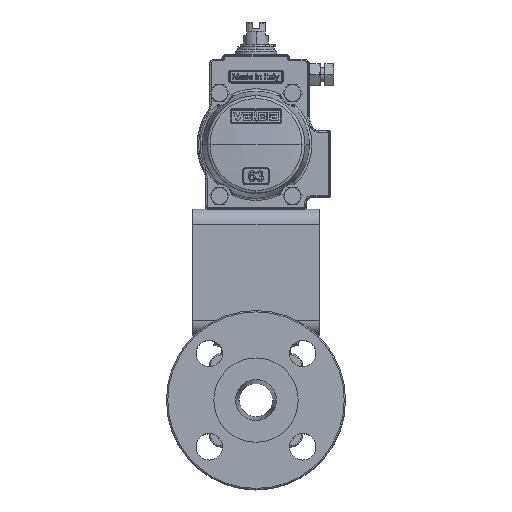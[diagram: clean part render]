
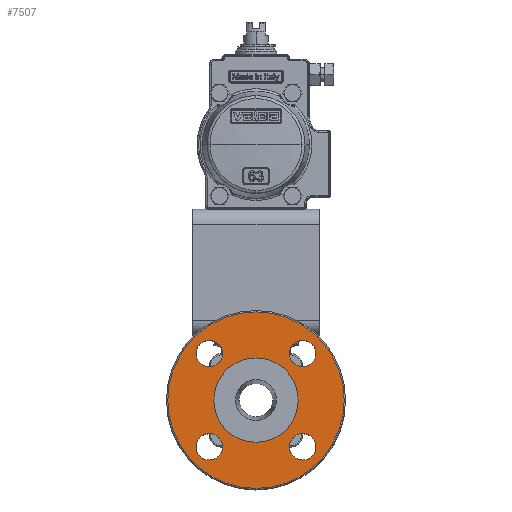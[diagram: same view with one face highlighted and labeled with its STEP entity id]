
A CAD part, top view. The second image highlights one B-rep face of the part: STEP entity #7507.
In plain terms, the highlighted planar face has unit normal (0, 0, 1).
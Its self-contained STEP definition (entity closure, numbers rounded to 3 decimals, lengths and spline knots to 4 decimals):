
#137 = CARTESIAN_POINT ( 'NONE',  ( 1., 0., 2.44 ) ) ;
#409 = DIRECTION ( 'NONE',  ( 0., 0., -1. ) ) ;
#612 = AXIS2_PLACEMENT_3D ( 'NONE', #38836, #5123, #44815 ) ;
#1462 = FACE_BOUND ( 'NONE', #7322, .T. ) ;
#2140 = ORIENTED_EDGE ( 'NONE', *, *, #50240, .F. ) ;
#2487 = AXIS2_PLACEMENT_3D ( 'NONE', #15520, #55280, #21219 ) ;
#3334 = CARTESIAN_POINT ( 'NONE',  ( 1.4216, 1.1066, 2.44 ) ) ;
#3590 = DIRECTION ( 'NONE',  ( -1., 0., 0. ) ) ;
#3602 = VERTEX_POINT ( 'NONE', #48773 ) ;
#5035 = AXIS2_PLACEMENT_3D ( 'NONE', #8728, #48430, #14428 ) ;
#5123 = DIRECTION ( 'NONE',  ( 0., 0., 1. ) ) ;
#5479 = VERTEX_POINT ( 'NONE', #3334 ) ;
#5530 = CARTESIAN_POINT ( 'NONE',  ( 0., 0., 2.44 ) ) ;
#6801 = FACE_BOUND ( 'NONE', #32026, .T. ) ;
#6813 = ORIENTED_EDGE ( 'NONE', *, *, #12102, .T. ) ;
#7322 = EDGE_LOOP ( 'NONE', ( #53419, #41454 ) ) ;
#7507 = ADVANCED_FACE ( 'NONE', ( #31659, #6801, #16579, #1462, #60157, #33472 ), #39079, .T. ) ;
#8728 = CARTESIAN_POINT ( 'NONE',  ( 0., 0., 2.44 ) ) ;
#9358 = DIRECTION ( 'NONE',  ( 0., 0., 1. ) ) ;
#9657 = CARTESIAN_POINT ( 'NONE',  ( 0.7916, 1.1066, 2.44 ) ) ;
#10308 = EDGE_LOOP ( 'NONE', ( #17897, #50341 ) ) ;
#10348 = CIRCLE ( 'NONE', #61708, 2.095 ) ;
#11255 = DIRECTION ( 'NONE',  ( 1., 0., 0. ) ) ;
#11461 = VERTEX_POINT ( 'NONE', #28876 ) ;
#12102 = EDGE_CURVE ( 'NONE', #72596, #30798, #52184, .T. ) ;
#12796 = CARTESIAN_POINT ( 'NONE',  ( 0., 0., 2.44 ) ) ;
#13234 = CIRCLE ( 'NONE', #25211, 0.315 ) ;
#13469 = EDGE_CURVE ( 'NONE', #43559, #3602, #52988, .T. ) ;
#13903 = DIRECTION ( 'NONE',  ( 0., 0., 1. ) ) ;
#14428 = DIRECTION ( 'NONE',  ( 1., 0., 0. ) ) ;
#15252 = EDGE_LOOP ( 'NONE', ( #2140, #44365 ) ) ;
#15520 = CARTESIAN_POINT ( 'NONE',  ( -1.1066, 1.1066, 2.44 ) ) ;
#16091 = VERTEX_POINT ( 'NONE', #9657 ) ;
#16579 = FACE_BOUND ( 'NONE', #10308, .T. ) ;
#17897 = ORIENTED_EDGE ( 'NONE', *, *, #44353, .F. ) ;
#18493 = DIRECTION ( 'NONE',  ( -1., 0., 0. ) ) ;
#18816 = AXIS2_PLACEMENT_3D ( 'NONE', #71630, #37577, #3590 ) ;
#19320 = EDGE_CURVE ( 'NONE', #16091, #5479, #62261, .T. ) ;
#20045 = EDGE_CURVE ( 'NONE', #66559, #11461, #39038, .T. ) ;
#20534 = AXIS2_PLACEMENT_3D ( 'NONE', #23089, #62827, #28775 ) ;
#21219 = DIRECTION ( 'NONE',  ( 0., 1., 0. ) ) ;
#21427 = AXIS2_PLACEMENT_3D ( 'NONE', #43328, #9358, #49072 ) ;
#22610 = CARTESIAN_POINT ( 'NONE',  ( 1.1066, -1.1066, 2.44 ) ) ;
#23089 = CARTESIAN_POINT ( 'NONE',  ( 1.1066, 1.1066, 2.44 ) ) ;
#23561 = CIRCLE ( 'NONE', #60839, 0.315 ) ;
#24827 = VERTEX_POINT ( 'NONE', #61211 ) ;
#25211 = AXIS2_PLACEMENT_3D ( 'NONE', #66971, #32912, #72659 ) ;
#27390 = CARTESIAN_POINT ( 'NONE',  ( 0.7916, -1.1066, 2.44 ) ) ;
#28321 = DIRECTION ( 'NONE',  ( 0., -1., 0. ) ) ;
#28775 = DIRECTION ( 'NONE',  ( 1., 0., 0. ) ) ;
#28876 = CARTESIAN_POINT ( 'NONE',  ( -0.7916, 1.1066, 2.44 ) ) ;
#29692 = CARTESIAN_POINT ( 'NONE',  ( -1.1066, 1.1066, 2.44 ) ) ;
#30798 = VERTEX_POINT ( 'NONE', #137 ) ;
#31659 = FACE_OUTER_BOUND ( 'NONE', #56241, .T. ) ;
#32026 = EDGE_LOOP ( 'NONE', ( #71801, #34170 ) ) ;
#32912 = DIRECTION ( 'NONE',  ( 0., 0., 1. ) ) ;
#33232 = EDGE_CURVE ( 'NONE', #42409, #52217, #10348, .T. ) ;
#33472 = FACE_BOUND ( 'NONE', #34843, .T. ) ;
#34170 = ORIENTED_EDGE ( 'NONE', *, *, #20045, .F. ) ;
#34388 = CARTESIAN_POINT ( 'NONE',  ( 0., 0., 2.44 ) ) ;
#34591 = CIRCLE ( 'NONE', #42272, 1. ) ;
#34843 = EDGE_LOOP ( 'NONE', ( #6813, #72385 ) ) ;
#35378 = DIRECTION ( 'NONE',  ( 0., 1., 0. ) ) ;
#35399 = EDGE_CURVE ( 'NONE', #3602, #43559, #23561, .T. ) ;
#36109 = ORIENTED_EDGE ( 'NONE', *, *, #43882, .T. ) ;
#36947 = AXIS2_PLACEMENT_3D ( 'NONE', #47888, #13903, #53633 ) ;
#37577 = DIRECTION ( 'NONE',  ( 0., 0., 1. ) ) ;
#38364 = ORIENTED_EDGE ( 'NONE', *, *, #33232, .T. ) ;
#38836 = CARTESIAN_POINT ( 'NONE',  ( 0., 1., 2.44 ) ) ;
#39038 = CIRCLE ( 'NONE', #2487, 0.315 ) ;
#39079 = PLANE ( 'NONE',  #612 ) ;
#40087 = DIRECTION ( 'NONE',  ( -1., 0., 0. ) ) ;
#41454 = ORIENTED_EDGE ( 'NONE', *, *, #13469, .F. ) ;
#42272 = AXIS2_PLACEMENT_3D ( 'NONE', #34388, #409, #40087 ) ;
#42409 = VERTEX_POINT ( 'NONE', #68320 ) ;
#43328 = CARTESIAN_POINT ( 'NONE',  ( -1.1066, -1.1066, 2.44 ) ) ;
#43405 = CIRCLE ( 'NONE', #21427, 0.315 ) ;
#43493 = VERTEX_POINT ( 'NONE', #61210 ) ;
#43559 = VERTEX_POINT ( 'NONE', #27390 ) ;
#43882 = EDGE_CURVE ( 'NONE', #52217, #42409, #68189, .T. ) ;
#44202 = EDGE_CURVE ( 'NONE', #11461, #66559, #59978, .T. ) ;
#44353 = EDGE_CURVE ( 'NONE', #43493, #24827, #58200, .T. ) ;
#44365 = ORIENTED_EDGE ( 'NONE', *, *, #19320, .F. ) ;
#44815 = DIRECTION ( 'NONE',  ( 1., 0., 0. ) ) ;
#45216 = DIRECTION ( 'NONE',  ( 0., 0., 1. ) ) ;
#45465 = CARTESIAN_POINT ( 'NONE',  ( 2.095, 0., 2.44 ) ) ;
#47888 = CARTESIAN_POINT ( 'NONE',  ( 1.1066, -1.1066, 2.44 ) ) ;
#48430 = DIRECTION ( 'NONE',  ( 0., 0., 1. ) ) ;
#48773 = CARTESIAN_POINT ( 'NONE',  ( 1.4216, -1.1066, 2.44 ) ) ;
#48899 = EDGE_CURVE ( 'NONE', #30798, #72596, #34591, .T. ) ;
#49072 = DIRECTION ( 'NONE',  ( -1., 0., 0. ) ) ;
#50180 = EDGE_CURVE ( 'NONE', #24827, #43493, #43405, .T. ) ;
#50240 = EDGE_CURVE ( 'NONE', #5479, #16091, #13234, .T. ) ;
#50341 = ORIENTED_EDGE ( 'NONE', *, *, #50180, .F. ) ;
#52184 = CIRCLE ( 'NONE', #61721, 1. ) ;
#52217 = VERTEX_POINT ( 'NONE', #45465 ) ;
#52544 = DIRECTION ( 'NONE',  ( 0., 0., -1. ) ) ;
#52988 = CIRCLE ( 'NONE', #36947, 0.315 ) ;
#53419 = ORIENTED_EDGE ( 'NONE', *, *, #35399, .F. ) ;
#53633 = DIRECTION ( 'NONE',  ( 0., -1., 0. ) ) ;
#55280 = DIRECTION ( 'NONE',  ( 0., 0., 1. ) ) ;
#56241 = EDGE_LOOP ( 'NONE', ( #36109, #38364 ) ) ;
#58200 = CIRCLE ( 'NONE', #18816, 0.315 ) ;
#59952 = CARTESIAN_POINT ( 'NONE',  ( -1., 0., 2.44 ) ) ;
#59978 = CIRCLE ( 'NONE', #73537, 0.315 ) ;
#60157 = FACE_BOUND ( 'NONE', #15252, .T. ) ;
#60839 = AXIS2_PLACEMENT_3D ( 'NONE', #22610, #62377, #28321 ) ;
#60853 = CARTESIAN_POINT ( 'NONE',  ( -1.4216, 1.1066, 2.44 ) ) ;
#61210 = CARTESIAN_POINT ( 'NONE',  ( -0.7916, -1.1066, 2.44 ) ) ;
#61211 = CARTESIAN_POINT ( 'NONE',  ( -1.4216, -1.1066, 2.44 ) ) ;
#61708 = AXIS2_PLACEMENT_3D ( 'NONE', #5530, #45216, #11255 ) ;
#61721 = AXIS2_PLACEMENT_3D ( 'NONE', #12796, #52544, #18493 ) ;
#62261 = CIRCLE ( 'NONE', #20534, 0.315 ) ;
#62377 = DIRECTION ( 'NONE',  ( 0., 0., 1. ) ) ;
#62827 = DIRECTION ( 'NONE',  ( 0., 0., 1. ) ) ;
#66559 = VERTEX_POINT ( 'NONE', #60853 ) ;
#66971 = CARTESIAN_POINT ( 'NONE',  ( 1.1066, 1.1066, 2.44 ) ) ;
#68189 = CIRCLE ( 'NONE', #5035, 2.095 ) ;
#68320 = CARTESIAN_POINT ( 'NONE',  ( -2.095, 0., 2.44 ) ) ;
#69440 = DIRECTION ( 'NONE',  ( 0., 0., 1. ) ) ;
#71630 = CARTESIAN_POINT ( 'NONE',  ( -1.1066, -1.1066, 2.44 ) ) ;
#71801 = ORIENTED_EDGE ( 'NONE', *, *, #44202, .F. ) ;
#72385 = ORIENTED_EDGE ( 'NONE', *, *, #48899, .T. ) ;
#72596 = VERTEX_POINT ( 'NONE', #59952 ) ;
#72659 = DIRECTION ( 'NONE',  ( 1., 0., 0. ) ) ;
#73537 = AXIS2_PLACEMENT_3D ( 'NONE', #29692, #69440, #35378 ) ;
